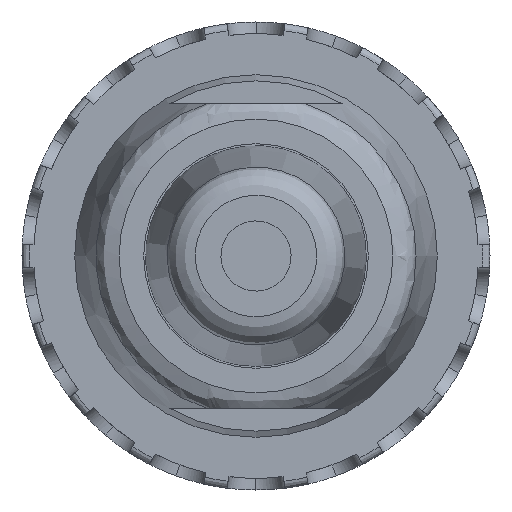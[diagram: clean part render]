
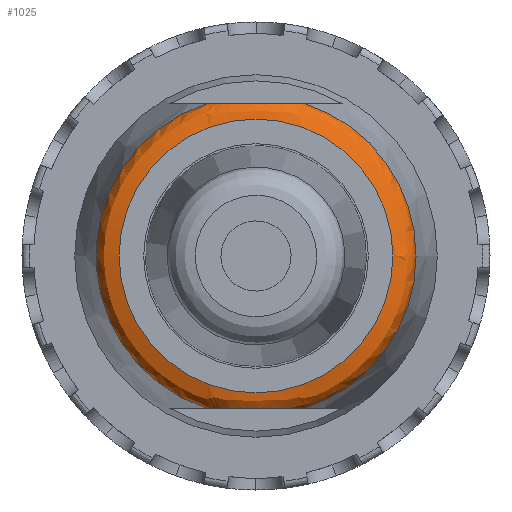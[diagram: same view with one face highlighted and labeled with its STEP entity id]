
A CAD part, front view. The second image highlights one B-rep face of the part: STEP entity #1025.
In plain terms, the highlighted free-form (B-spline) face has degree [2, 2] with [7, 3] control points.
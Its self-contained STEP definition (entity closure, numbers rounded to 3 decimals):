
#296=(
BOUNDED_SURFACE()
B_SPLINE_SURFACE(2,2,((#4220,#4221,#4222),(#4223,#4224,#4225),(#4226,#4227,
#4228),(#4229,#4230,#4231),(#4232,#4233,#4234),(#4235,#4236,#4237),(#4238,
#4239,#4240)),.UNSPECIFIED.,.T.,.F.,.F.)
B_SPLINE_SURFACE_WITH_KNOTS((1,2,2,2,2,1),(3,3),(-0.333,0.,
0.333,0.667,1.,1.333),(0.,1.),
 .UNSPECIFIED.)
GEOMETRIC_REPRESENTATION_ITEM()
RATIONAL_B_SPLINE_SURFACE(((1.,0.766,1.),(0.5,0.383,
0.5),(1.,0.766,1.),(0.5,0.383,0.5),(1.,0.766,
1.),(0.5,0.383,0.5),(1.,0.766,1.)))
REPRESENTATION_ITEM('')
SURFACE()
);
#323=B_SPLINE_CURVE_WITH_KNOTS('',3,(#4191,#4192,#4193,#4194,#4195,#4196,
#4197,#4198,#4199,#4200,#4201,#4202,#4203,#4204),.UNSPECIFIED.,.F.,.F.,
(4,2,2,2,2,2,4),(0.,0.125,0.25,0.5,0.75,0.875,
1.),.UNSPECIFIED.);
#324=B_SPLINE_CURVE_WITH_KNOTS('',3,(#4206,#4207,#4208,#4209,#4210,#4211,
#4212,#4213,#4214,#4215,#4216,#4217,#4218,#4219),.UNSPECIFIED.,.F.,.F.,
(4,2,2,2,2,2,4),(0.,0.125,0.25,0.5,
0.75,0.875,1.),.UNSPECIFIED.);
#1025=ADVANCED_FACE('',(#1257,#1258),#296,.T.);
#1257=FACE_BOUND('',#1332,.T.);
#1258=FACE_BOUND('',#1333,.T.);
#1332=EDGE_LOOP('',(#1552));
#1333=EDGE_LOOP('',(#1553,#1554,#1555,#1556,#1557));
#1552=ORIENTED_EDGE('',*,*,#2676,.T.);
#1553=ORIENTED_EDGE('',*,*,#2691,.T.);
#1554=ORIENTED_EDGE('',*,*,#2689,.F.);
#1555=ORIENTED_EDGE('',*,*,#2688,.F.);
#1556=ORIENTED_EDGE('',*,*,#2692,.T.);
#1557=ORIENTED_EDGE('',*,*,#2685,.F.);
#2381=VERTEX_POINT('',#4150);
#2389=VERTEX_POINT('',#4173);
#2390=VERTEX_POINT('',#4175);
#2391=VERTEX_POINT('',#4182);
#2392=VERTEX_POINT('',#4184);
#2393=VERTEX_POINT('',#4186);
#2676=EDGE_CURVE('',#2381,#2381,#3102,.T.);
#2685=EDGE_CURVE('',#2389,#2390,#3108,.T.);
#2688=EDGE_CURVE('',#2391,#2392,#3109,.T.);
#2689=EDGE_CURVE('',#2392,#2393,#3110,.T.);
#2691=EDGE_CURVE('',#2389,#2393,#323,.T.);
#2692=EDGE_CURVE('',#2391,#2390,#324,.T.);
#3102=CIRCLE('',#3216,5.853);
#3108=CIRCLE('',#3227,6.838);
#3109=CIRCLE('',#3228,6.838);
#3110=CIRCLE('',#3229,6.838);
#3216=AXIS2_PLACEMENT_3D('',#4149,#3473,#3474);
#3227=AXIS2_PLACEMENT_3D('',#4174,#3497,#3498);
#3228=AXIS2_PLACEMENT_3D('',#4183,#3499,#3500);
#3229=AXIS2_PLACEMENT_3D('',#4185,#3501,#3502);
#3473=DIRECTION('',(0.,1.,0.));
#3474=DIRECTION('',(1.,0.,0.));
#3497=DIRECTION('',(0.,1.,0.));
#3498=DIRECTION('',(-0.31,0.,-0.951));
#3499=DIRECTION('',(0.,1.,0.));
#3500=DIRECTION('',(0.31,0.,0.951));
#3501=DIRECTION('',(0.,1.,0.));
#3502=DIRECTION('',(1.,0.,0.));
#4149=CARTESIAN_POINT('',(21.873,-55.865,-0.037));
#4150=CARTESIAN_POINT('',(27.726,-55.865,-0.037));
#4173=CARTESIAN_POINT('',(19.75,-55.039,-6.537));
#4174=CARTESIAN_POINT('',(21.873,-55.039,-0.037));
#4175=CARTESIAN_POINT('',(19.75,-55.039,6.463));
#4182=CARTESIAN_POINT('',(23.995,-55.039,6.463));
#4183=CARTESIAN_POINT('',(21.873,-55.039,-0.037));
#4184=CARTESIAN_POINT('',(28.71,-55.039,-0.037));
#4185=CARTESIAN_POINT('',(21.873,-55.039,-0.037));
#4186=CARTESIAN_POINT('',(23.995,-55.039,-6.537));
#4191=CARTESIAN_POINT('',(19.75,-55.039,-6.537));
#4192=CARTESIAN_POINT('',(19.831,-55.182,-6.537));
#4193=CARTESIAN_POINT('',(20.039,-55.31,-6.537));
#4194=CARTESIAN_POINT('',(20.348,-55.44,-6.537));
#4195=CARTESIAN_POINT('',(20.551,-55.496,-6.537));
#4196=CARTESIAN_POINT('',(21.115,-55.604,-6.537));
#4197=CARTESIAN_POINT('',(21.53,-55.629,-6.537));
#4198=CARTESIAN_POINT('',(22.253,-55.627,-6.537));
#4199=CARTESIAN_POINT('',(22.602,-55.609,-6.537));
#4200=CARTESIAN_POINT('',(23.202,-55.495,-6.537));
#4201=CARTESIAN_POINT('',(23.33,-55.466,-6.537));
#4202=CARTESIAN_POINT('',(23.733,-55.301,-6.537));
#4203=CARTESIAN_POINT('',(23.912,-55.185,-6.537));
#4204=CARTESIAN_POINT('',(23.995,-55.039,-6.537));
#4206=CARTESIAN_POINT('',(23.995,-55.039,6.463));
#4207=CARTESIAN_POINT('',(23.913,-55.183,6.463));
#4208=CARTESIAN_POINT('',(23.707,-55.309,6.463));
#4209=CARTESIAN_POINT('',(23.397,-55.44,6.463));
#4210=CARTESIAN_POINT('',(23.197,-55.495,6.463));
#4211=CARTESIAN_POINT('',(22.633,-55.604,6.463));
#4212=CARTESIAN_POINT('',(22.222,-55.628,6.463));
#4213=CARTESIAN_POINT('',(21.497,-55.627,6.463));
#4214=CARTESIAN_POINT('',(21.152,-55.611,6.463));
#4215=CARTESIAN_POINT('',(20.543,-55.495,6.463));
#4216=CARTESIAN_POINT('',(20.418,-55.467,6.463));
#4217=CARTESIAN_POINT('',(20.011,-55.3,6.463));
#4218=CARTESIAN_POINT('',(19.833,-55.185,6.463));
#4219=CARTESIAN_POINT('',(19.75,-55.039,6.463));
#4220=CARTESIAN_POINT('',(27.726,-55.865,-0.037));
#4221=CARTESIAN_POINT('',(28.565,-55.865,-0.037));
#4222=CARTESIAN_POINT('',(28.71,-55.039,-0.037));
#4223=CARTESIAN_POINT('',(27.726,-55.865,-10.174));
#4224=CARTESIAN_POINT('',(28.565,-55.865,-11.628));
#4225=CARTESIAN_POINT('',(28.71,-55.039,-11.88));
#4226=CARTESIAN_POINT('',(18.946,-55.865,-5.105));
#4227=CARTESIAN_POINT('',(18.527,-55.865,-5.832));
#4228=CARTESIAN_POINT('',(18.454,-55.039,-5.958));
#4229=CARTESIAN_POINT('',(10.167,-55.865,-0.037));
#4230=CARTESIAN_POINT('',(8.489,-55.865,-0.037));
#4231=CARTESIAN_POINT('',(8.197,-55.039,-0.037));
#4232=CARTESIAN_POINT('',(18.946,-55.865,5.032));
#4233=CARTESIAN_POINT('',(18.527,-55.865,5.759));
#4234=CARTESIAN_POINT('',(18.454,-55.039,5.885));
#4235=CARTESIAN_POINT('',(27.726,-55.865,10.101));
#4236=CARTESIAN_POINT('',(28.565,-55.865,11.554));
#4237=CARTESIAN_POINT('',(28.71,-55.039,11.807));
#4238=CARTESIAN_POINT('',(27.726,-55.865,-0.037));
#4239=CARTESIAN_POINT('',(28.565,-55.865,-0.037));
#4240=CARTESIAN_POINT('',(28.71,-55.039,-0.037));
